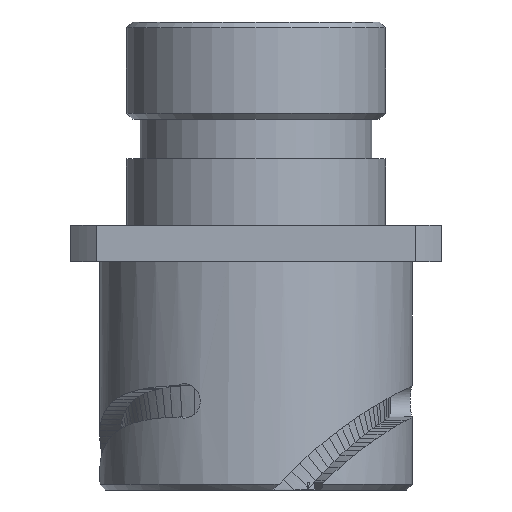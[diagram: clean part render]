
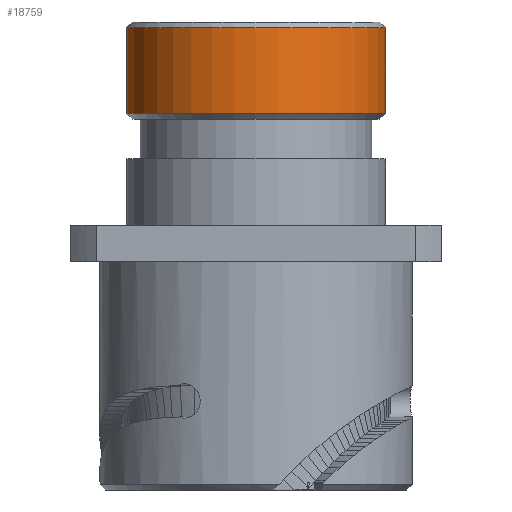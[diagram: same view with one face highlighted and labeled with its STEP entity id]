
A CAD part, front view. The second image highlights one B-rep face of the part: STEP entity #18759.
In plain terms, the highlighted cylindrical face has radius 11.35 mm (diameter 22.7 mm), a partial arc.
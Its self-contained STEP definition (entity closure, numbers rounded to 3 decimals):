
#4974=CARTESIAN_POINT('',(0.,0.,13.));
#4975=DIRECTION('',(0.,0.,1.));
#4976=DIRECTION('',(-1.,0.,0.));
#4977=AXIS2_PLACEMENT_3D('',#4974,#4975,#4976);
#4979=DIRECTION('',(0.,0.,1.));
#4980=VECTOR('',#4979,7.5);
#4981=CARTESIAN_POINT('',(-11.35,0.,13.));
#4982=LINE('1380',#4981,#4980);
#4988=DIRECTION('',(0.,0.,1.));
#4989=VECTOR('',#4988,7.5);
#4990=CARTESIAN_POINT('',(11.35,0.,13.));
#4991=LINE('1383',#4990,#4989);
#5005=CARTESIAN_POINT('',(0.,0.,20.5));
#5006=DIRECTION('',(0.,0.,1.));
#5007=DIRECTION('',(-1.,0.,0.));
#5008=AXIS2_PLACEMENT_3D('',#5005,#5006,#5007);
#7577=CARTESIAN_POINT('',(-11.35,0.,13.));
#7579=VERTEX_POINT('',#7577);
#7580=CARTESIAN_POINT('',(-11.35,0.,20.5));
#7581=VERTEX_POINT('',#7580);
#7585=CARTESIAN_POINT('',(11.35,0.,13.));
#7587=VERTEX_POINT('',#7585);
#7588=CARTESIAN_POINT('',(11.35,0.,20.5));
#7589=VERTEX_POINT('',#7588);
#18745=CARTESIAN_POINT('',(0.,0.,2.31));
#18746=DIRECTION('',(0.,0.,1.));
#18747=DIRECTION('',(-1.,0.,0.));
#18748=AXIS2_PLACEMENT_3D('',#18745,#18746,#18747);
#18749=CYLINDRICAL_SURFACE('529',#18748,11.35);
#18751=ORIENTED_EDGE('1380',*,*,#18750,.T.);
#18753=ORIENTED_EDGE('1388',*,*,#18752,.T.);
#18755=ORIENTED_EDGE('1383',*,*,#18754,.F.);
#18756=ORIENTED_EDGE('1387',*,*,#18731,.F.);
#18757=EDGE_LOOP('529',(#18751,#18753,#18755,#18756));
#18758=FACE_OUTER_BOUND('529',#18757,.F.);
#4978=CIRCLE('1387',#4977,11.35);
#5009=CIRCLE('1388',#5008,11.35);
#18731=EDGE_CURVE('1387',#7579,#7587,#4978,.T.);
#18750=EDGE_CURVE('1380',#7579,#7581,#4982,.T.);
#18752=EDGE_CURVE('1388',#7581,#7589,#5009,.T.);
#18754=EDGE_CURVE('1383',#7587,#7589,#4991,.T.);
#18759=ADVANCED_FACE('529',(#18758),#18749,.T.);
